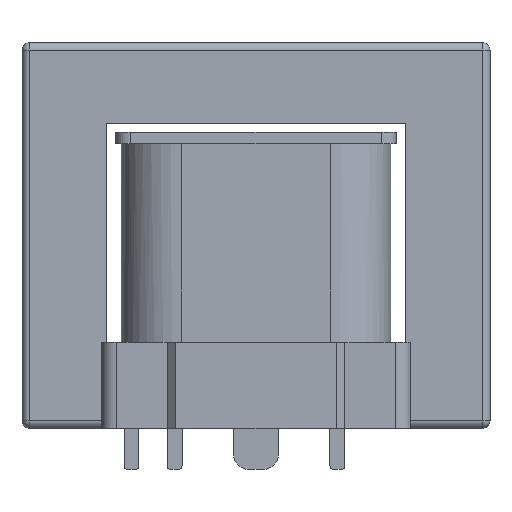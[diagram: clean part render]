
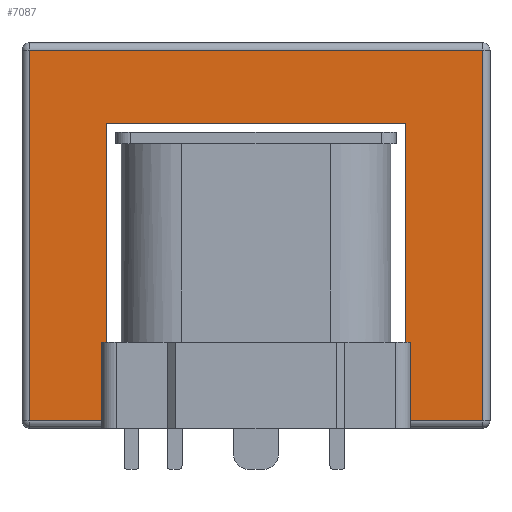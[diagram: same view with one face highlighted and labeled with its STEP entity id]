
A CAD part, front view. The second image highlights one B-rep face of the part: STEP entity #7087.
In plain terms, the highlighted planar face has unit normal (0, -1, 0).
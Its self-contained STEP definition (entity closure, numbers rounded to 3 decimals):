
#6363 = CYLINDRICAL_SURFACE('',#6364,1.);
#6364 = AXIS2_PLACEMENT_3D('',#6365,#6366,#6367);
#6365 = CARTESIAN_POINT('',(-30.25,-10.,39.));
#6366 = DIRECTION('',(1.,0.,0.));
#6367 = DIRECTION('',(0.,-1.,0.));
#6591 = VERTEX_POINT('',#6592);
#6592 = CARTESIAN_POINT('',(-30.25,-11.,39.));
#6614 = VERTEX_POINT('',#6615);
#6615 = CARTESIAN_POINT('',(30.25,-11.,39.));
#6640 = EDGE_CURVE('',#6591,#6614,#6641,.T.);
#6641 = SURFACE_CURVE('',#6642,(#6646,#6652),.PCURVE_S1.);
#6642 = LINE('',#6643,#6644);
#6643 = CARTESIAN_POINT('',(-30.25,-11.,39.));
#6644 = VECTOR('',#6645,1.);
#6645 = DIRECTION('',(1.,0.,0.));
#6646 = PCURVE('',#6363,#6647);
#6647 = DEFINITIONAL_REPRESENTATION('',(#6648),#6651);
#6648 = B_SPLINE_CURVE_WITH_KNOTS('',1,(#6649,#6650),.UNSPECIFIED.,.F.,
  .F.,(2,2),(0.,60.5),.PIECEWISE_BEZIER_KNOTS.);
#6649 = CARTESIAN_POINT('',(0.,0.));
#6650 = CARTESIAN_POINT('',(0.,60.5));
#6651 = ( GEOMETRIC_REPRESENTATION_CONTEXT(2) 
PARAMETRIC_REPRESENTATION_CONTEXT() REPRESENTATION_CONTEXT('2D SPACE',''
  ) );
#6652 = PCURVE('',#6653,#6658);
#6653 = PLANE('',#6654);
#6654 = AXIS2_PLACEMENT_3D('',#6655,#6656,#6657);
#6655 = CARTESIAN_POINT('',(0.,-11.,14.25));
#6656 = DIRECTION('',(0.,1.,0.));
#6657 = DIRECTION('',(0.,0.,1.));
#6658 = DEFINITIONAL_REPRESENTATION('',(#6659),#6663);
#6659 = LINE('',#6660,#6661);
#6660 = CARTESIAN_POINT('',(24.75,-30.25));
#6661 = VECTOR('',#6662,1.);
#6662 = DIRECTION('',(0.,1.));
#6663 = ( GEOMETRIC_REPRESENTATION_CONTEXT(2) 
PARAMETRIC_REPRESENTATION_CONTEXT() REPRESENTATION_CONTEXT('2D SPACE',''
  ) );
#6785 = CYLINDRICAL_SURFACE('',#6786,1.);
#6786 = AXIS2_PLACEMENT_3D('',#6787,#6788,#6789);
#6787 = CARTESIAN_POINT('',(-30.25,-10.,-10.5));
#6788 = DIRECTION('',(0.,0.,1.));
#6789 = DIRECTION('',(0.,-1.,0.));
#6969 = PLANE('',#6970);
#6970 = AXIS2_PLACEMENT_3D('',#6971,#6972,#6973);
#6971 = CARTESIAN_POINT('',(-20.,11.,-0.75));
#6972 = DIRECTION('',(-1.,0.,0.));
#6973 = DIRECTION('',(0.,0.,1.));
#6997 = PLANE('',#6998);
#6998 = AXIS2_PLACEMENT_3D('',#6999,#7000,#7001);
#6999 = CARTESIAN_POINT('',(20.,11.,-0.75));
#7000 = DIRECTION('',(0.,0.,-1.));
#7001 = DIRECTION('',(-1.,0.,0.));
#7025 = PLANE('',#7026);
#7026 = AXIS2_PLACEMENT_3D('',#7027,#7028,#7029);
#7027 = CARTESIAN_POINT('',(20.,11.,29.25));
#7028 = DIRECTION('',(1.,0.,0.));
#7029 = DIRECTION('',(0.,0.,-1.));
#7051 = PLANE('',#7052);
#7052 = AXIS2_PLACEMENT_3D('',#7053,#7054,#7055);
#7053 = CARTESIAN_POINT('',(-20.,11.,29.25));
#7054 = DIRECTION('',(0.,0.,1.));
#7055 = DIRECTION('',(1.,0.,0.));
#7087 = ADVANCED_FACE('',(#7088,#7165),#6653,.F.);
#7088 = FACE_BOUND('',#7089,.F.);
#7089 = EDGE_LOOP('',(#7090,#7112,#7113,#7140));
#7090 = ORIENTED_EDGE('',*,*,#7091,.T.);
#7091 = EDGE_CURVE('',#7092,#6591,#7094,.T.);
#7092 = VERTEX_POINT('',#7093);
#7093 = CARTESIAN_POINT('',(-30.25,-11.,-10.5));
#7094 = SURFACE_CURVE('',#7095,(#7099,#7106),.PCURVE_S1.);
#7095 = LINE('',#7096,#7097);
#7096 = CARTESIAN_POINT('',(-30.25,-11.,-10.5));
#7097 = VECTOR('',#7098,1.);
#7098 = DIRECTION('',(0.,0.,1.));
#7099 = PCURVE('',#6653,#7100);
#7100 = DEFINITIONAL_REPRESENTATION('',(#7101),#7105);
#7101 = LINE('',#7102,#7103);
#7102 = CARTESIAN_POINT('',(-24.75,-30.25));
#7103 = VECTOR('',#7104,1.);
#7104 = DIRECTION('',(1.,0.));
#7105 = ( GEOMETRIC_REPRESENTATION_CONTEXT(2) 
PARAMETRIC_REPRESENTATION_CONTEXT() REPRESENTATION_CONTEXT('2D SPACE',''
  ) );
#7106 = PCURVE('',#6785,#7107);
#7107 = DEFINITIONAL_REPRESENTATION('',(#7108),#7111);
#7108 = B_SPLINE_CURVE_WITH_KNOTS('',1,(#7109,#7110),.UNSPECIFIED.,.F.,
  .F.,(2,2),(0.,49.5),.PIECEWISE_BEZIER_KNOTS.);
#7109 = CARTESIAN_POINT('',(0.,0.));
#7110 = CARTESIAN_POINT('',(0.,49.5));
#7111 = ( GEOMETRIC_REPRESENTATION_CONTEXT(2) 
PARAMETRIC_REPRESENTATION_CONTEXT() REPRESENTATION_CONTEXT('2D SPACE',''
  ) );
#7112 = ORIENTED_EDGE('',*,*,#6640,.T.);
#7113 = ORIENTED_EDGE('',*,*,#7114,.T.);
#7114 = EDGE_CURVE('',#6614,#7115,#7117,.T.);
#7115 = VERTEX_POINT('',#7116);
#7116 = CARTESIAN_POINT('',(30.25,-11.,-10.5));
#7117 = SURFACE_CURVE('',#7118,(#7122,#7129),.PCURVE_S1.);
#7118 = LINE('',#7119,#7120);
#7119 = CARTESIAN_POINT('',(30.25,-11.,39.));
#7120 = VECTOR('',#7121,1.);
#7121 = DIRECTION('',(0.,0.,-1.));
#7122 = PCURVE('',#6653,#7123);
#7123 = DEFINITIONAL_REPRESENTATION('',(#7124),#7128);
#7124 = LINE('',#7125,#7126);
#7125 = CARTESIAN_POINT('',(24.75,30.25));
#7126 = VECTOR('',#7127,1.);
#7127 = DIRECTION('',(-1.,0.));
#7128 = ( GEOMETRIC_REPRESENTATION_CONTEXT(2) 
PARAMETRIC_REPRESENTATION_CONTEXT() REPRESENTATION_CONTEXT('2D SPACE',''
  ) );
#7129 = PCURVE('',#7130,#7135);
#7130 = CYLINDRICAL_SURFACE('',#7131,1.);
#7131 = AXIS2_PLACEMENT_3D('',#7132,#7133,#7134);
#7132 = CARTESIAN_POINT('',(30.25,-10.,39.));
#7133 = DIRECTION('',(0.,0.,-1.));
#7134 = DIRECTION('',(0.,-1.,0.));
#7135 = DEFINITIONAL_REPRESENTATION('',(#7136),#7139);
#7136 = B_SPLINE_CURVE_WITH_KNOTS('',1,(#7137,#7138),.UNSPECIFIED.,.F.,
  .F.,(2,2),(0.,49.5),.PIECEWISE_BEZIER_KNOTS.);
#7137 = CARTESIAN_POINT('',(0.,0.));
#7138 = CARTESIAN_POINT('',(0.,49.5));
#7139 = ( GEOMETRIC_REPRESENTATION_CONTEXT(2) 
PARAMETRIC_REPRESENTATION_CONTEXT() REPRESENTATION_CONTEXT('2D SPACE',''
  ) );
#7140 = ORIENTED_EDGE('',*,*,#7141,.T.);
#7141 = EDGE_CURVE('',#7115,#7092,#7142,.T.);
#7142 = SURFACE_CURVE('',#7143,(#7147,#7154),.PCURVE_S1.);
#7143 = LINE('',#7144,#7145);
#7144 = CARTESIAN_POINT('',(30.25,-11.,-10.5));
#7145 = VECTOR('',#7146,1.);
#7146 = DIRECTION('',(-1.,0.,0.));
#7147 = PCURVE('',#6653,#7148);
#7148 = DEFINITIONAL_REPRESENTATION('',(#7149),#7153);
#7149 = LINE('',#7150,#7151);
#7150 = CARTESIAN_POINT('',(-24.75,30.25));
#7151 = VECTOR('',#7152,1.);
#7152 = DIRECTION('',(0.,-1.));
#7153 = ( GEOMETRIC_REPRESENTATION_CONTEXT(2) 
PARAMETRIC_REPRESENTATION_CONTEXT() REPRESENTATION_CONTEXT('2D SPACE',''
  ) );
#7154 = PCURVE('',#7155,#7160);
#7155 = CYLINDRICAL_SURFACE('',#7156,1.);
#7156 = AXIS2_PLACEMENT_3D('',#7157,#7158,#7159);
#7157 = CARTESIAN_POINT('',(30.25,-10.,-10.5));
#7158 = DIRECTION('',(-1.,0.,0.));
#7159 = DIRECTION('',(0.,-1.,0.));
#7160 = DEFINITIONAL_REPRESENTATION('',(#7161),#7164);
#7161 = B_SPLINE_CURVE_WITH_KNOTS('',1,(#7162,#7163),.UNSPECIFIED.,.F.,
  .F.,(2,2),(0.,60.5),.PIECEWISE_BEZIER_KNOTS.);
#7162 = CARTESIAN_POINT('',(0.,0.));
#7163 = CARTESIAN_POINT('',(0.,60.5));
#7164 = ( GEOMETRIC_REPRESENTATION_CONTEXT(2) 
PARAMETRIC_REPRESENTATION_CONTEXT() REPRESENTATION_CONTEXT('2D SPACE',''
  ) );
#7165 = FACE_BOUND('',#7166,.F.);
#7166 = EDGE_LOOP('',(#7167,#7192,#7215,#7238));
#7167 = ORIENTED_EDGE('',*,*,#7168,.F.);
#7168 = EDGE_CURVE('',#7169,#7171,#7173,.T.);
#7169 = VERTEX_POINT('',#7170);
#7170 = CARTESIAN_POINT('',(-20.,-11.,-0.75));
#7171 = VERTEX_POINT('',#7172);
#7172 = CARTESIAN_POINT('',(-20.,-11.,29.25));
#7173 = SURFACE_CURVE('',#7174,(#7178,#7185),.PCURVE_S1.);
#7174 = LINE('',#7175,#7176);
#7175 = CARTESIAN_POINT('',(-20.,-11.,-0.75));
#7176 = VECTOR('',#7177,1.);
#7177 = DIRECTION('',(0.,0.,1.));
#7178 = PCURVE('',#6653,#7179);
#7179 = DEFINITIONAL_REPRESENTATION('',(#7180),#7184);
#7180 = LINE('',#7181,#7182);
#7181 = CARTESIAN_POINT('',(-15.,-20.));
#7182 = VECTOR('',#7183,1.);
#7183 = DIRECTION('',(1.,0.));
#7184 = ( GEOMETRIC_REPRESENTATION_CONTEXT(2) 
PARAMETRIC_REPRESENTATION_CONTEXT() REPRESENTATION_CONTEXT('2D SPACE',''
  ) );
#7185 = PCURVE('',#6969,#7186);
#7186 = DEFINITIONAL_REPRESENTATION('',(#7187),#7191);
#7187 = LINE('',#7188,#7189);
#7188 = CARTESIAN_POINT('',(0.,-22.));
#7189 = VECTOR('',#7190,1.);
#7190 = DIRECTION('',(1.,0.));
#7191 = ( GEOMETRIC_REPRESENTATION_CONTEXT(2) 
PARAMETRIC_REPRESENTATION_CONTEXT() REPRESENTATION_CONTEXT('2D SPACE',''
  ) );
#7192 = ORIENTED_EDGE('',*,*,#7193,.F.);
#7193 = EDGE_CURVE('',#7194,#7169,#7196,.T.);
#7194 = VERTEX_POINT('',#7195);
#7195 = CARTESIAN_POINT('',(20.,-11.,-0.75));
#7196 = SURFACE_CURVE('',#7197,(#7201,#7208),.PCURVE_S1.);
#7197 = LINE('',#7198,#7199);
#7198 = CARTESIAN_POINT('',(20.,-11.,-0.75));
#7199 = VECTOR('',#7200,1.);
#7200 = DIRECTION('',(-1.,0.,0.));
#7201 = PCURVE('',#6653,#7202);
#7202 = DEFINITIONAL_REPRESENTATION('',(#7203),#7207);
#7203 = LINE('',#7204,#7205);
#7204 = CARTESIAN_POINT('',(-15.,20.));
#7205 = VECTOR('',#7206,1.);
#7206 = DIRECTION('',(0.,-1.));
#7207 = ( GEOMETRIC_REPRESENTATION_CONTEXT(2) 
PARAMETRIC_REPRESENTATION_CONTEXT() REPRESENTATION_CONTEXT('2D SPACE',''
  ) );
#7208 = PCURVE('',#6997,#7209);
#7209 = DEFINITIONAL_REPRESENTATION('',(#7210),#7214);
#7210 = LINE('',#7211,#7212);
#7211 = CARTESIAN_POINT('',(0.,-22.));
#7212 = VECTOR('',#7213,1.);
#7213 = DIRECTION('',(1.,0.));
#7214 = ( GEOMETRIC_REPRESENTATION_CONTEXT(2) 
PARAMETRIC_REPRESENTATION_CONTEXT() REPRESENTATION_CONTEXT('2D SPACE',''
  ) );
#7215 = ORIENTED_EDGE('',*,*,#7216,.F.);
#7216 = EDGE_CURVE('',#7217,#7194,#7219,.T.);
#7217 = VERTEX_POINT('',#7218);
#7218 = CARTESIAN_POINT('',(20.,-11.,29.25));
#7219 = SURFACE_CURVE('',#7220,(#7224,#7231),.PCURVE_S1.);
#7220 = LINE('',#7221,#7222);
#7221 = CARTESIAN_POINT('',(20.,-11.,29.25));
#7222 = VECTOR('',#7223,1.);
#7223 = DIRECTION('',(0.,0.,-1.));
#7224 = PCURVE('',#6653,#7225);
#7225 = DEFINITIONAL_REPRESENTATION('',(#7226),#7230);
#7226 = LINE('',#7227,#7228);
#7227 = CARTESIAN_POINT('',(15.,20.));
#7228 = VECTOR('',#7229,1.);
#7229 = DIRECTION('',(-1.,0.));
#7230 = ( GEOMETRIC_REPRESENTATION_CONTEXT(2) 
PARAMETRIC_REPRESENTATION_CONTEXT() REPRESENTATION_CONTEXT('2D SPACE',''
  ) );
#7231 = PCURVE('',#7025,#7232);
#7232 = DEFINITIONAL_REPRESENTATION('',(#7233),#7237);
#7233 = LINE('',#7234,#7235);
#7234 = CARTESIAN_POINT('',(0.,-22.));
#7235 = VECTOR('',#7236,1.);
#7236 = DIRECTION('',(1.,0.));
#7237 = ( GEOMETRIC_REPRESENTATION_CONTEXT(2) 
PARAMETRIC_REPRESENTATION_CONTEXT() REPRESENTATION_CONTEXT('2D SPACE',''
  ) );
#7238 = ORIENTED_EDGE('',*,*,#7239,.F.);
#7239 = EDGE_CURVE('',#7171,#7217,#7240,.T.);
#7240 = SURFACE_CURVE('',#7241,(#7245,#7252),.PCURVE_S1.);
#7241 = LINE('',#7242,#7243);
#7242 = CARTESIAN_POINT('',(-20.,-11.,29.25));
#7243 = VECTOR('',#7244,1.);
#7244 = DIRECTION('',(1.,0.,0.));
#7245 = PCURVE('',#6653,#7246);
#7246 = DEFINITIONAL_REPRESENTATION('',(#7247),#7251);
#7247 = LINE('',#7248,#7249);
#7248 = CARTESIAN_POINT('',(15.,-20.));
#7249 = VECTOR('',#7250,1.);
#7250 = DIRECTION('',(0.,1.));
#7251 = ( GEOMETRIC_REPRESENTATION_CONTEXT(2) 
PARAMETRIC_REPRESENTATION_CONTEXT() REPRESENTATION_CONTEXT('2D SPACE',''
  ) );
#7252 = PCURVE('',#7051,#7253);
#7253 = DEFINITIONAL_REPRESENTATION('',(#7254),#7258);
#7254 = LINE('',#7255,#7256);
#7255 = CARTESIAN_POINT('',(0.,-22.));
#7256 = VECTOR('',#7257,1.);
#7257 = DIRECTION('',(1.,0.));
#7258 = ( GEOMETRIC_REPRESENTATION_CONTEXT(2) 
PARAMETRIC_REPRESENTATION_CONTEXT() REPRESENTATION_CONTEXT('2D SPACE',''
  ) );
